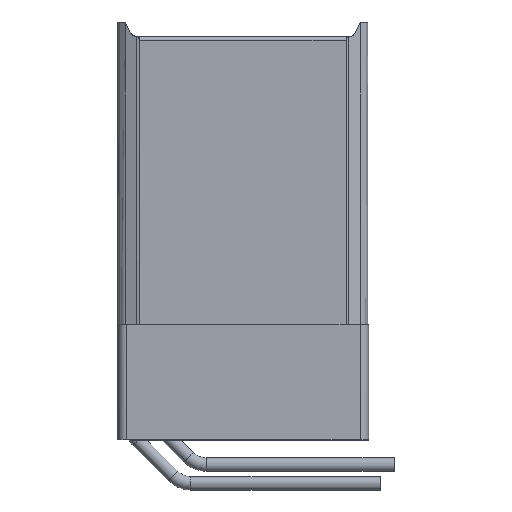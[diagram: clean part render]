
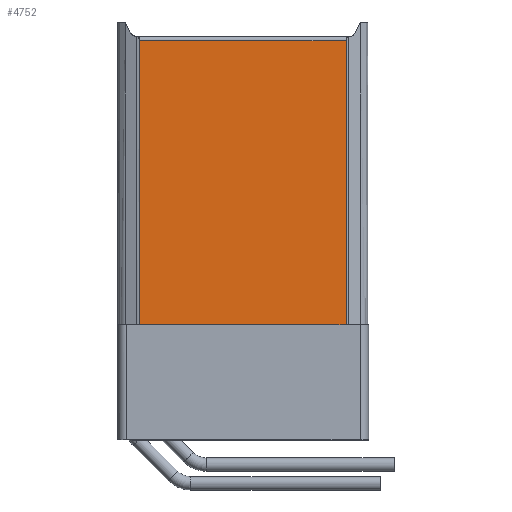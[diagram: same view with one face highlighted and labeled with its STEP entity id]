
A CAD part, front view. The second image highlights one B-rep face of the part: STEP entity #4752.
In plain terms, the highlighted planar face has unit normal (0, -1, 0).
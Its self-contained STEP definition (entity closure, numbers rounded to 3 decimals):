
#3657 = ( BOUNDED_SURFACE() B_SPLINE_SURFACE(1,2,(
    (#3658,#3659,#3660)
    ,(#3661,#3662,#3663
)),.UNSPECIFIED.,.F.,.F.,.F.) B_SPLINE_SURFACE_WITH_KNOTS((2,2),(3,3),(
    3.846,40.587),(-1.571,0.),
.PIECEWISE_BEZIER_KNOTS.) GEOMETRIC_REPRESENTATION_ITEM() 
RATIONAL_B_SPLINE_SURFACE((
    (1.,0.707,1.)
,(1.,0.707,1.))) REPRESENTATION_ITEM('') SURFACE() );
#3658 = CARTESIAN_POINT('',(-9.558,-1.369,6.005));
#3659 = CARTESIAN_POINT('',(-9.558,-1.369,5.555));
#3660 = CARTESIAN_POINT('',(-9.558,-0.984,5.555));
#3661 = CARTESIAN_POINT('',(6.975,-1.369,6.005));
#3662 = CARTESIAN_POINT('',(6.975,-1.369,5.555));
#3663 = CARTESIAN_POINT('',(6.975,-0.984,5.555));
#3683 = VERTEX_POINT('',#3684);
#3684 = CARTESIAN_POINT('',(-9.558,-1.369,6.005));
#3788 = EDGE_CURVE('',#3789,#3683,#3791,.T.);
#3789 = VERTEX_POINT('',#3790);
#3790 = CARTESIAN_POINT('',(6.975,-1.369,6.005));
#3791 = SURFACE_CURVE('',#3792,(#3796,#3802),.PCURVE_S1.);
#3792 = LINE('',#3793,#3794);
#3793 = CARTESIAN_POINT('',(-11.289,-1.369,6.005));
#3794 = VECTOR('',#3795,1.);
#3795 = DIRECTION('',(-1.,0.,0.));
#3796 = PCURVE('',#3657,#3797);
#3797 = DEFINITIONAL_REPRESENTATION('',(#3798),#3801);
#3798 = B_SPLINE_CURVE_WITH_KNOTS('',1,(#3799,#3800),.UNSPECIFIED.,.F.,
  .F.,(2,2),(-18.264,-1.731),.PIECEWISE_BEZIER_KNOTS.);
#3799 = CARTESIAN_POINT('',(40.587,-1.571));
#3800 = CARTESIAN_POINT('',(3.846,-1.571));
#3801 = ( GEOMETRIC_REPRESENTATION_CONTEXT(2) 
PARAMETRIC_REPRESENTATION_CONTEXT() REPRESENTATION_CONTEXT('2D SPACE',''
  ) );
#3802 = PCURVE('',#3803,#3808);
#3803 = PLANE('',#3804);
#3804 = AXIS2_PLACEMENT_3D('',#3805,#3806,#3807);
#3805 = CARTESIAN_POINT('',(-11.289,-1.369,-0.025));
#3806 = DIRECTION('',(0.,-1.,0.));
#3807 = DIRECTION('',(0.,0.,-1.));
#3808 = DEFINITIONAL_REPRESENTATION('',(#3809),#3813);
#3809 = LINE('',#3810,#3811);
#3810 = CARTESIAN_POINT('',(-6.03,0.));
#3811 = VECTOR('',#3812,1.);
#3812 = DIRECTION('',(0.,-1.));
#3813 = ( GEOMETRIC_REPRESENTATION_CONTEXT(2) 
PARAMETRIC_REPRESENTATION_CONTEXT() REPRESENTATION_CONTEXT('2D SPACE',''
  ) );
#3933 = ( BOUNDED_SURFACE() B_SPLINE_SURFACE(1,2,(
    (#3934,#3935,#3936)
    ,(#3937,#3938,#3939
)),.UNSPECIFIED.,.F.,.F.,.F.) B_SPLINE_SURFACE_WITH_KNOTS((2,2),(3,3),(
    -24.399,28.087),(-3.142,-1.571),
.PIECEWISE_BEZIER_KNOTS.) GEOMETRIC_REPRESENTATION_ITEM() 
RATIONAL_B_SPLINE_SURFACE((
    (1.,0.707,1.)
,(1.,0.707,1.))) REPRESENTATION_ITEM('') SURFACE() );
#3934 = CARTESIAN_POINT('',(-9.558,-1.099,32.015));
#3935 = CARTESIAN_POINT('',(-9.558,-1.369,32.015));
#3936 = CARTESIAN_POINT('',(-9.558,-1.369,31.7));
#3937 = CARTESIAN_POINT('',(6.975,-1.099,32.015));
#3938 = CARTESIAN_POINT('',(6.975,-1.369,32.015));
#3939 = CARTESIAN_POINT('',(6.975,-1.369,31.7));
#4043 = VERTEX_POINT('',#4044);
#4044 = CARTESIAN_POINT('',(6.975,-1.369,31.7));
#4058 = ( BOUNDED_SURFACE() B_SPLINE_SURFACE(1,2,(
    (#4059,#4060,#4061)
    ,(#4062,#4063,#4064
)),.UNSPECIFIED.,.F.,.F.,.F.) B_SPLINE_SURFACE_WITH_KNOTS((2,2),(3,3),(
    6.265,33.288),(-3.142,-2.85),
.PIECEWISE_BEZIER_KNOTS.) GEOMETRIC_REPRESENTATION_ITEM() 
RATIONAL_B_SPLINE_SURFACE((
    (1.,0.989,1.)
,(1.,0.989,1.))) REPRESENTATION_ITEM('') SURFACE() );
#4059 = CARTESIAN_POINT('',(6.975,-1.369,6.005));
#4060 = CARTESIAN_POINT('',(7.094,-1.369,6.005));
#4061 = CARTESIAN_POINT('',(7.207,-1.328,6.005));
#4062 = CARTESIAN_POINT('',(6.975,-1.369,32.015));
#4063 = CARTESIAN_POINT('',(7.094,-1.369,32.015));
#4064 = CARTESIAN_POINT('',(7.207,-1.328,32.015));
#4071 = EDGE_CURVE('',#4072,#4043,#4074,.T.);
#4072 = VERTEX_POINT('',#4073);
#4073 = CARTESIAN_POINT('',(-9.558,-1.369,31.7));
#4074 = SURFACE_CURVE('',#4075,(#4079,#4085),.PCURVE_S1.);
#4075 = LINE('',#4076,#4077);
#4076 = CARTESIAN_POINT('',(-1.872,-1.369,31.7));
#4077 = VECTOR('',#4078,1.);
#4078 = DIRECTION('',(1.,0.,0.));
#4079 = PCURVE('',#3933,#4080);
#4080 = DEFINITIONAL_REPRESENTATION('',(#4081),#4084);
#4081 = B_SPLINE_CURVE_WITH_KNOTS('',1,(#4082,#4083),.UNSPECIFIED.,.F.,
  .F.,(2,2),(-7.686,8.848),.PIECEWISE_BEZIER_KNOTS.);
#4082 = CARTESIAN_POINT('',(-24.399,-1.571));
#4083 = CARTESIAN_POINT('',(28.087,-1.571));
#4084 = ( GEOMETRIC_REPRESENTATION_CONTEXT(2) 
PARAMETRIC_REPRESENTATION_CONTEXT() REPRESENTATION_CONTEXT('2D SPACE',''
  ) );
#4085 = PCURVE('',#3803,#4086);
#4086 = DEFINITIONAL_REPRESENTATION('',(#4087),#4091);
#4087 = LINE('',#4088,#4089);
#4088 = CARTESIAN_POINT('',(-31.725,9.417));
#4089 = VECTOR('',#4090,1.);
#4090 = DIRECTION('',(0.,1.));
#4091 = ( GEOMETRIC_REPRESENTATION_CONTEXT(2) 
PARAMETRIC_REPRESENTATION_CONTEXT() REPRESENTATION_CONTEXT('2D SPACE',''
  ) );
#4108 = ( BOUNDED_SURFACE() B_SPLINE_SURFACE(1,2,(
    (#4109,#4110,#4111)
    ,(#4112,#4113,#4114
)),.UNSPECIFIED.,.F.,.F.,.F.) B_SPLINE_SURFACE_WITH_KNOTS((2,2),(3,3),(
    6.265,33.288),(-3.433,-3.142),
.PIECEWISE_BEZIER_KNOTS.) GEOMETRIC_REPRESENTATION_ITEM() 
RATIONAL_B_SPLINE_SURFACE((
    (1.,0.989,1.)
,(1.,0.989,1.))) REPRESENTATION_ITEM('') SURFACE() );
#4109 = CARTESIAN_POINT('',(-9.79,-1.328,6.005));
#4110 = CARTESIAN_POINT('',(-9.676,-1.369,6.005));
#4111 = CARTESIAN_POINT('',(-9.558,-1.369,6.005));
#4112 = CARTESIAN_POINT('',(-9.79,-1.328,32.015));
#4113 = CARTESIAN_POINT('',(-9.676,-1.369,32.015));
#4114 = CARTESIAN_POINT('',(-9.558,-1.369,32.015));
#4752 = ADVANCED_FACE('',(#4753),#3803,.T.);
#4753 = FACE_BOUND('',#4754,.T.);
#4754 = EDGE_LOOP('',(#4755,#4756,#4776,#4777));
#4755 = ORIENTED_EDGE('',*,*,#4071,.F.);
#4756 = ORIENTED_EDGE('',*,*,#4757,.F.);
#4757 = EDGE_CURVE('',#3683,#4072,#4758,.T.);
#4758 = SURFACE_CURVE('',#4759,(#4763,#4770),.PCURVE_S1.);
#4759 = LINE('',#4760,#4761);
#4760 = CARTESIAN_POINT('',(-9.558,-1.369,-0.025));
#4761 = VECTOR('',#4762,1.);
#4762 = DIRECTION('',(0.,0.,1.));
#4763 = PCURVE('',#3803,#4764);
#4764 = DEFINITIONAL_REPRESENTATION('',(#4765),#4769);
#4765 = LINE('',#4766,#4767);
#4766 = CARTESIAN_POINT('',(0.,1.731));
#4767 = VECTOR('',#4768,1.);
#4768 = DIRECTION('',(-1.,0.));
#4769 = ( GEOMETRIC_REPRESENTATION_CONTEXT(2) 
PARAMETRIC_REPRESENTATION_CONTEXT() REPRESENTATION_CONTEXT('2D SPACE',''
  ) );
#4770 = PCURVE('',#4108,#4771);
#4771 = DEFINITIONAL_REPRESENTATION('',(#4772),#4775);
#4772 = B_SPLINE_CURVE_WITH_KNOTS('',1,(#4773,#4774),.UNSPECIFIED.,.F.,
  .F.,(2,2),(6.03,31.725),.PIECEWISE_BEZIER_KNOTS.);
#4773 = CARTESIAN_POINT('',(6.265,-3.142));
#4774 = CARTESIAN_POINT('',(32.961,-3.142));
#4775 = ( GEOMETRIC_REPRESENTATION_CONTEXT(2) 
PARAMETRIC_REPRESENTATION_CONTEXT() REPRESENTATION_CONTEXT('2D SPACE',''
  ) );
#4776 = ORIENTED_EDGE('',*,*,#3788,.F.);
#4777 = ORIENTED_EDGE('',*,*,#4778,.F.);
#4778 = EDGE_CURVE('',#4043,#3789,#4779,.T.);
#4779 = SURFACE_CURVE('',#4780,(#4784,#4791),.PCURVE_S1.);
#4780 = LINE('',#4781,#4782);
#4781 = CARTESIAN_POINT('',(6.975,-1.369,-0.025));
#4782 = VECTOR('',#4783,1.);
#4783 = DIRECTION('',(0.,0.,-1.));
#4784 = PCURVE('',#3803,#4785);
#4785 = DEFINITIONAL_REPRESENTATION('',(#4786),#4790);
#4786 = LINE('',#4787,#4788);
#4787 = CARTESIAN_POINT('',(0.,18.264));
#4788 = VECTOR('',#4789,1.);
#4789 = DIRECTION('',(1.,0.));
#4790 = ( GEOMETRIC_REPRESENTATION_CONTEXT(2) 
PARAMETRIC_REPRESENTATION_CONTEXT() REPRESENTATION_CONTEXT('2D SPACE',''
  ) );
#4791 = PCURVE('',#4058,#4792);
#4792 = DEFINITIONAL_REPRESENTATION('',(#4793),#4796);
#4793 = B_SPLINE_CURVE_WITH_KNOTS('',1,(#4794,#4795),.UNSPECIFIED.,.F.,
  .F.,(2,2),(-31.725,-6.03),.PIECEWISE_BEZIER_KNOTS.);
#4794 = CARTESIAN_POINT('',(32.961,-3.142));
#4795 = CARTESIAN_POINT('',(6.265,-3.142));
#4796 = ( GEOMETRIC_REPRESENTATION_CONTEXT(2) 
PARAMETRIC_REPRESENTATION_CONTEXT() REPRESENTATION_CONTEXT('2D SPACE',''
  ) );
